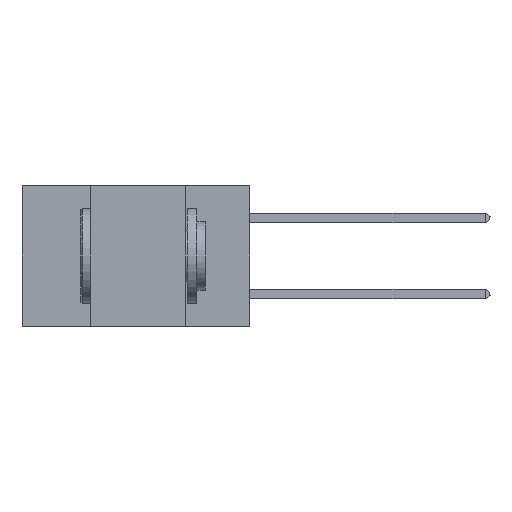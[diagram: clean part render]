
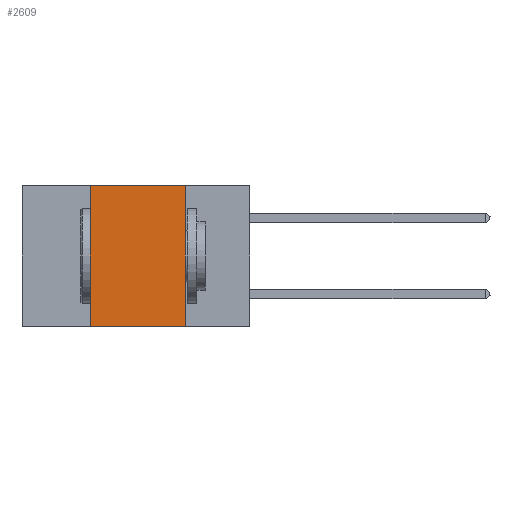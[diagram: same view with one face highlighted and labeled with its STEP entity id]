
A CAD part, left-side view. The second image highlights one B-rep face of the part: STEP entity #2609.
In plain terms, the highlighted planar face has unit normal (-1, 0, 0).
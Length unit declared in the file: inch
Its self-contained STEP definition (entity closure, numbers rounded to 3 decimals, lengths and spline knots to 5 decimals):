
#52 = CARTESIAN_POINT ( 'NONE',  ( 0., 0.6, -0.37 ) ) ;
#2009 = LINE ( 'NONE', #35919, #6484 ) ;
#2609 = ADVANCED_FACE ( 'NONE', ( #14092 ), #40017, .F. ) ;
#3199 = ORIENTED_EDGE ( 'NONE', *, *, #39454, .F. ) ;
#3807 = EDGE_LOOP ( 'NONE', ( #40826, #23015, #3199, #27382 ) ) ;
#4655 = CARTESIAN_POINT ( 'NONE',  ( 0., 0.6, 0. ) ) ;
#6484 = VECTOR ( 'NONE', #39087, 39.37008 ) ;
#7625 = CARTESIAN_POINT ( 'NONE',  ( 0., 0.17, -0.37 ) ) ;
#8021 = LINE ( 'NONE', #19392, #40691 ) ;
#8052 = DIRECTION ( 'NONE',  ( 0., -1., 0. ) ) ;
#8068 = CARTESIAN_POINT ( 'NONE',  ( 0., 0.6, 0. ) ) ;
#10925 = DIRECTION ( 'NONE',  ( 0., 0., -1. ) ) ;
#12169 = EDGE_CURVE ( 'NONE', #20511, #20304, #26657, .T. ) ;
#13528 = VERTEX_POINT ( 'NONE', #7625 ) ;
#14092 = FACE_OUTER_BOUND ( 'NONE', #3807, .T. ) ;
#17729 = DIRECTION ( 'NONE',  ( 1., 0., 0. ) ) ;
#17981 = CARTESIAN_POINT ( 'NONE',  ( 0., 0.42, -0.37 ) ) ;
#19392 = CARTESIAN_POINT ( 'NONE',  ( 0., 0.17, 0. ) ) ;
#20304 = VERTEX_POINT ( 'NONE', #37962 ) ;
#20511 = VERTEX_POINT ( 'NONE', #35448 ) ;
#20840 = VERTEX_POINT ( 'NONE', #17981 ) ;
#23015 = ORIENTED_EDGE ( 'NONE', *, *, #12169, .F. ) ;
#25735 = DIRECTION ( 'NONE',  ( 0., -1., 0. ) ) ;
#26029 = LINE ( 'NONE', #52, #31994 ) ;
#26657 = LINE ( 'NONE', #4655, #39050 ) ;
#27382 = ORIENTED_EDGE ( 'NONE', *, *, #35699, .T. ) ;
#29115 = EDGE_CURVE ( 'NONE', #20304, #13528, #8021, .T. ) ;
#30068 = DIRECTION ( 'NONE',  ( 0., 0., -1. ) ) ;
#31994 = VECTOR ( 'NONE', #25735, 39.37008 ) ;
#35448 = CARTESIAN_POINT ( 'NONE',  ( 0., 0.42, 0. ) ) ;
#35699 = EDGE_CURVE ( 'NONE', #20840, #13528, #26029, .T. ) ;
#35919 = CARTESIAN_POINT ( 'NONE',  ( 0., 0.42, 0. ) ) ;
#37142 = AXIS2_PLACEMENT_3D ( 'NONE', #8068, #17729, #30068 ) ;
#37962 = CARTESIAN_POINT ( 'NONE',  ( 0., 0.17, 0. ) ) ;
#39050 = VECTOR ( 'NONE', #8052, 39.37008 ) ;
#39087 = DIRECTION ( 'NONE',  ( 0., 0., 1. ) ) ;
#39454 = EDGE_CURVE ( 'NONE', #20840, #20511, #2009, .T. ) ;
#40017 = PLANE ( 'NONE',  #37142 ) ;
#40691 = VECTOR ( 'NONE', #10925, 39.37008 ) ;
#40826 = ORIENTED_EDGE ( 'NONE', *, *, #29115, .F. ) ;
